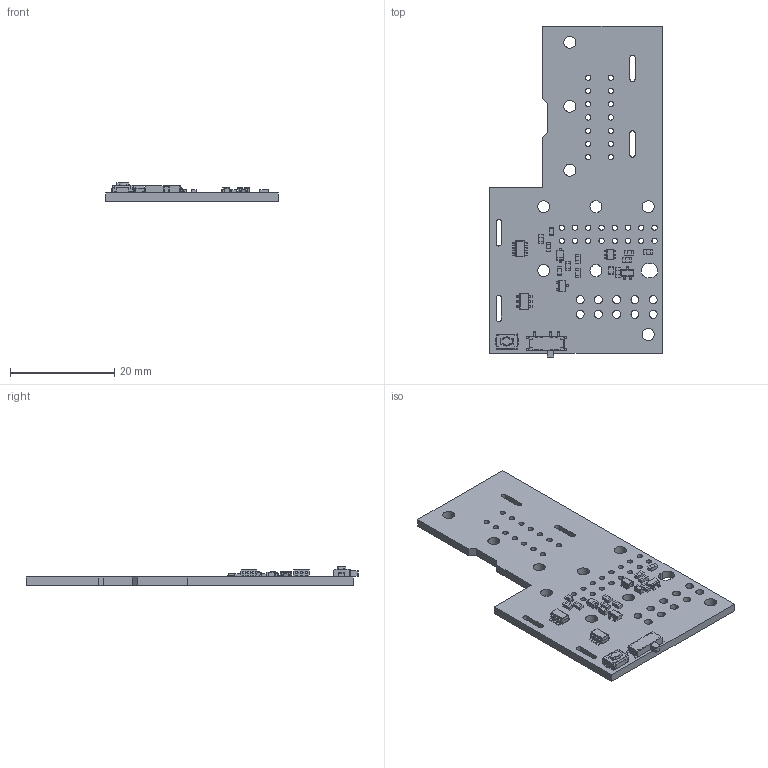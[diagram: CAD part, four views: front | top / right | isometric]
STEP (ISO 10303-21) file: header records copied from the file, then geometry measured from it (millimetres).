
FILE_DESCRIPTION (( 'STEP AP214' ), '1' );
FILE_NAME ('rom01a02.step', '2016-08-26T17:03:09', ( '' ), ( '' ), 'SwSTEP 2.0', 'SolidWorks 2016', '' );
FILE_SCHEMA (( 'AUTOMOTIVE_DESIGN' ));
Length unit declared in the file: mil
Products named in the file (1): rom01a02
Bounding box: 33.15 x 63.63 x 3.52 mm (x, y, z)
Volume: 2684.5 mm3; surface area: 4268.9 mm2
Topology: 1 solids, 1 shells, 1294 faces, 3594 edges, 2349 vertices
Faces by surface type: plane 782, cylinder 348, bspline 156, sphere 4, cone 2, torus 2
Entity records: 63647 total; most frequent: CARTESIAN_POINT 14041, ORIENTED_EDGE 7188, DIRECTION 6131, EDGE_CURVE 3594, VECTOR 2589, LINE 2589, VERTEX_POINT 2349, AXIS2_PLACEMENT_3D 1771
